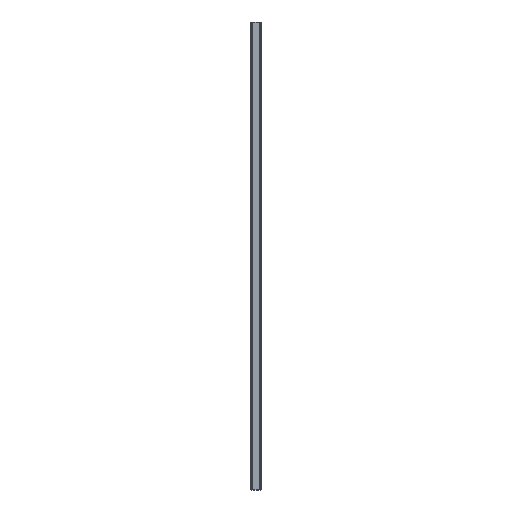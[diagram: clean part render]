
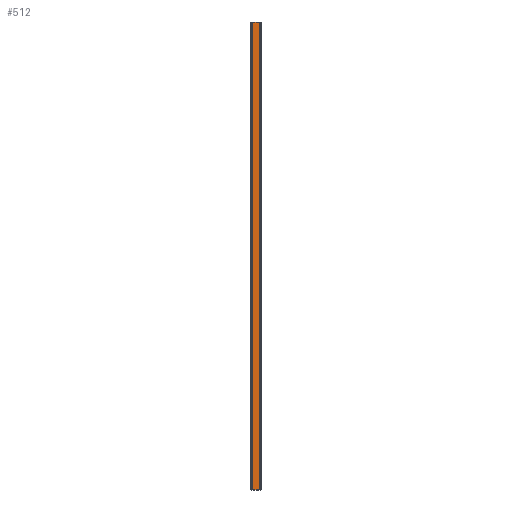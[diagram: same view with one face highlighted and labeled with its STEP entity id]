
A CAD part, top view. The second image highlights one B-rep face of the part: STEP entity #512.
In plain terms, the highlighted planar face has unit normal (0, 0, 1).
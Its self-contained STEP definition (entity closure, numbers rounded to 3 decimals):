
#512=ADVANCED_FACE('',(#1062),#1063,.T.);
#1062=FACE_OUTER_BOUND('',#1627,.T.);
#1063=PLANE('',#1628);
#1627=EDGE_LOOP('',(#3130,#3131,#3132,#3133));
#1628=AXIS2_PLACEMENT_3D('',#3134,#3135,#3136);
#3130=ORIENTED_EDGE('',*,*,#3775,.T.);
#3131=ORIENTED_EDGE('',*,*,#3916,.F.);
#3132=ORIENTED_EDGE('',*,*,#3639,.T.);
#3133=ORIENTED_EDGE('',*,*,#3914,.T.);
#3134=CARTESIAN_POINT('',(0.,1290.0,26.));
#3135=DIRECTION('',(0.0,0.0,1.0));
#3136=DIRECTION('',(-1.0,0.0,0.0));
#3639=EDGE_CURVE('',#4457,#4455,#4458,.T.);
#3775=EDGE_CURVE('',#4684,#4682,#4685,.T.);
#3914=EDGE_CURVE('',#4455,#4684,#4847,.T.);
#3916=EDGE_CURVE('',#4457,#4682,#4849,.T.);
#4455=VERTEX_POINT('',#5580);
#4457=VERTEX_POINT('',#5583);
#4458=LINE('',#5584,#5585);
#4682=VERTEX_POINT('',#5897);
#4684=VERTEX_POINT('',#5900);
#4685=LINE('',#5901,#5902);
#4847=LINE('',#6102,#6103);
#4849=LINE('',#6105,#6106);
#5580=CARTESIAN_POINT('',(-9.342,1290.0,26.));
#5583=CARTESIAN_POINT('',(9.342,1290.0,26.));
#5584=CARTESIAN_POINT('',(9.342,1290.0,26.));
#5585=VECTOR('',#6500,1.0);
#5897=CARTESIAN_POINT('',(9.342,0.0,26.));
#5900=CARTESIAN_POINT('',(-9.342,0.0,26.));
#5901=CARTESIAN_POINT('',(9.342,0.0,26.));
#5902=VECTOR('',#6656,1.0);
#6102=CARTESIAN_POINT('',(-9.342,1290.0,26.));
#6103=VECTOR('',#6824,1.0);
#6105=CARTESIAN_POINT('',(9.342,1290.0,26.));
#6106=VECTOR('',#6825,1.0);
#6500=DIRECTION('',(-1.0,0.0,0.0));
#6656=DIRECTION('',(1.0,0.0,0.0));
#6824=DIRECTION('',(0.0,-1.0,0.0));
#6825=DIRECTION('',(0.0,-1.0,0.0));
